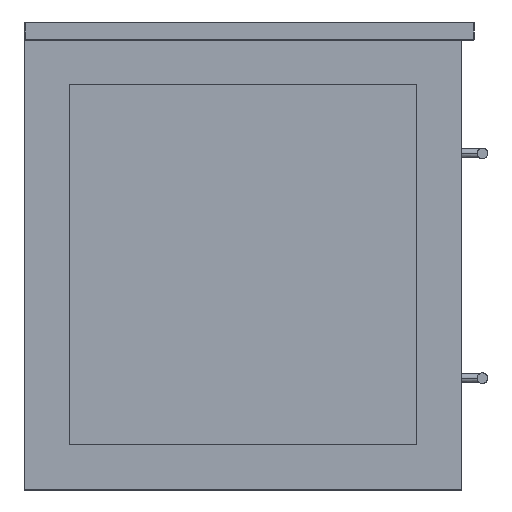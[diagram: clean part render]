
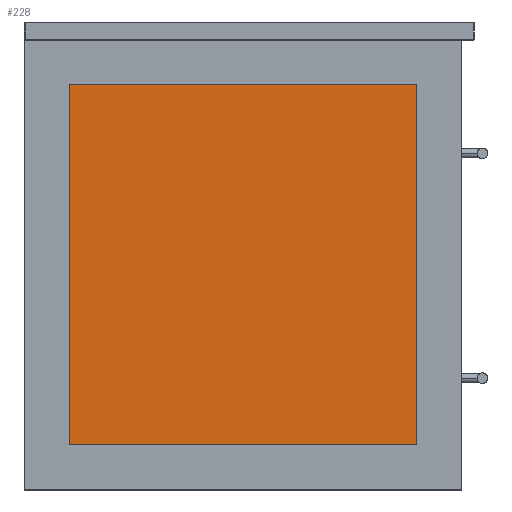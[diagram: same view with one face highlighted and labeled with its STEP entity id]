
A CAD part, left-side view. The second image highlights one B-rep face of the part: STEP entity #228.
In plain terms, the highlighted planar face has unit normal (-1, 0, 0).
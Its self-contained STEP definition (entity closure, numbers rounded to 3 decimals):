
#228=ADVANCED_FACE('',(#325),#1504,.T.);
#325=FACE_OUTER_BOUND('',#434,.T.);
#434=EDGE_LOOP('',(#815,#816,#817,#818));
#815=ORIENTED_EDGE('',*,*,#1046,.T.);
#816=ORIENTED_EDGE('',*,*,#1052,.T.);
#817=ORIENTED_EDGE('',*,*,#1050,.T.);
#818=ORIENTED_EDGE('',*,*,#1048,.T.);
#1046=EDGE_CURVE('',#1400,#1399,#1256,.T.);
#1048=EDGE_CURVE('',#1401,#1400,#1258,.T.);
#1050=EDGE_CURVE('',#1402,#1401,#1260,.T.);
#1052=EDGE_CURVE('',#1399,#1402,#1262,.T.);
#1256=B_SPLINE_CURVE_WITH_KNOTS('',1,(#3012,#3013),.UNSPECIFIED.,.F.,.F.,
(2,2),(-386.,0.),.UNSPECIFIED.);
#1258=B_SPLINE_CURVE_WITH_KNOTS('',1,(#3016,#3017),.UNSPECIFIED.,.F.,.F.,
(2,2),(-400.,0.),.UNSPECIFIED.);
#1260=B_SPLINE_CURVE_WITH_KNOTS('',1,(#3020,#3021),.UNSPECIFIED.,.F.,.F.,
(2,2),(-386.,0.),.UNSPECIFIED.);
#1262=B_SPLINE_CURVE_WITH_KNOTS('',1,(#3024,#3025),.UNSPECIFIED.,.F.,.F.,
(2,2),(-400.,0.),.UNSPECIFIED.);
#1399=VERTEX_POINT('',#2974);
#1400=VERTEX_POINT('',#2975);
#1401=VERTEX_POINT('',#2976);
#1402=VERTEX_POINT('',#2977);
#1504=PLANE('',#1788);
#1788=AXIS2_PLACEMENT_3D('',#2961,#1913,$);
#1913=DIRECTION('',(-1.,0.,0.));
#2961=CARTESIAN_POINT('',(-591.,240.,11.4));
#2974=CARTESIAN_POINT('',(-591.,200.,50.));
#2975=CARTESIAN_POINT('',(-591.,200.,436.));
#2976=CARTESIAN_POINT('',(-591.,-200.,436.));
#2977=CARTESIAN_POINT('',(-591.,-200.,50.));
#3012=CARTESIAN_POINT('',(-591.,200.,436.));
#3013=CARTESIAN_POINT('',(-591.,200.,50.));
#3016=CARTESIAN_POINT('',(-591.,-200.,436.));
#3017=CARTESIAN_POINT('',(-591.,200.,436.));
#3020=CARTESIAN_POINT('',(-591.,-200.,50.));
#3021=CARTESIAN_POINT('',(-591.,-200.,436.));
#3024=CARTESIAN_POINT('',(-591.,200.,50.));
#3025=CARTESIAN_POINT('',(-591.,-200.,50.));
